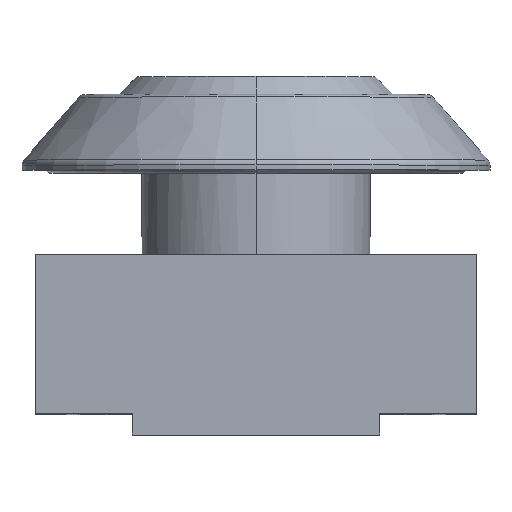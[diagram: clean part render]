
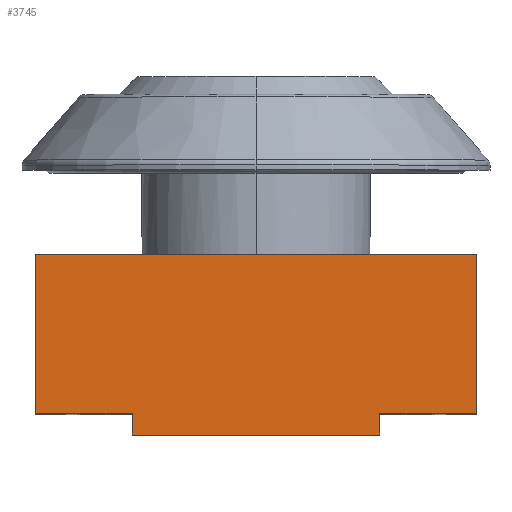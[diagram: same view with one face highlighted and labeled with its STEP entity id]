
A CAD part, top view. The second image highlights one B-rep face of the part: STEP entity #3745.
In plain terms, the highlighted planar face has unit normal (0, 0, 1).
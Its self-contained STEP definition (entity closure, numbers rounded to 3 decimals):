
#26 = CARTESIAN_POINT ( 'NONE',  ( -11.75, -25.2, 15. ) ) ;
#101 = VERTEX_POINT ( 'NONE', #134 ) ;
#134 = CARTESIAN_POINT ( 'NONE',  ( 21., -8., 15. ) ) ;
#149 = CARTESIAN_POINT ( 'NONE',  ( -21., -23.2, 15. ) ) ;
#220 = DIRECTION ( 'NONE',  ( 0., 0., -1. ) ) ;
#247 = CARTESIAN_POINT ( 'NONE',  ( -21., -8., 15. ) ) ;
#324 = VECTOR ( 'NONE', #6139, 1000. ) ;
#361 = DIRECTION ( 'NONE',  ( -1., 0., 0. ) ) ;
#543 = LINE ( 'NONE', #1561, #5747 ) ;
#568 = LINE ( 'NONE', #734, #5604 ) ;
#636 = CARTESIAN_POINT ( 'NONE',  ( -11.75, -23.2, 15. ) ) ;
#734 = CARTESIAN_POINT ( 'NONE',  ( 21., -25.2, 15. ) ) ;
#976 = VECTOR ( 'NONE', #5956, 1000. ) ;
#983 = AXIS2_PLACEMENT_3D ( 'NONE', #1735, #220, #3779 ) ;
#999 = DIRECTION ( 'NONE',  ( 0., -1., 0. ) ) ;
#1217 = PLANE ( 'NONE',  #983 ) ;
#1248 = DIRECTION ( 'NONE',  ( 0., 1., 0. ) ) ;
#1283 = VERTEX_POINT ( 'NONE', #6069 ) ;
#1355 = ORIENTED_EDGE ( 'NONE', *, *, #3252, .F. ) ;
#1454 = VECTOR ( 'NONE', #2834, 1000. ) ;
#1463 = VERTEX_POINT ( 'NONE', #26 ) ;
#1488 = EDGE_CURVE ( 'NONE', #2546, #1463, #543, .T. ) ;
#1561 = CARTESIAN_POINT ( 'NONE',  ( 21., -25.2, 15. ) ) ;
#1735 = CARTESIAN_POINT ( 'NONE',  ( 21., -25.2, 15. ) ) ;
#2086 = CARTESIAN_POINT ( 'NONE',  ( 11.75, -25.2, 15. ) ) ;
#2199 = EDGE_CURVE ( 'NONE', #6079, #2546, #6054, .T. ) ;
#2403 = CARTESIAN_POINT ( 'NONE',  ( 21., -23.2, 15. ) ) ;
#2546 = VERTEX_POINT ( 'NONE', #2086 ) ;
#2834 = DIRECTION ( 'NONE',  ( 0., 1., 0. ) ) ;
#3146 = DIRECTION ( 'NONE',  ( -1., 0., 0. ) ) ;
#3252 = EDGE_CURVE ( 'NONE', #3652, #1283, #4364, .T. ) ;
#3337 = CARTESIAN_POINT ( 'NONE',  ( 11.75, -23.2, 15. ) ) ;
#3378 = VERTEX_POINT ( 'NONE', #247 ) ;
#3468 = LINE ( 'NONE', #2403, #5781 ) ;
#3469 = VECTOR ( 'NONE', #999, 1000. ) ;
#3617 = EDGE_CURVE ( 'NONE', #101, #3378, #4965, .T. ) ;
#3651 = ORIENTED_EDGE ( 'NONE', *, *, #1488, .F. ) ;
#3652 = VERTEX_POINT ( 'NONE', #636 ) ;
#3667 = ORIENTED_EDGE ( 'NONE', *, *, #5541, .T. ) ;
#3745 = ADVANCED_FACE ( 'NONE', ( #5489 ), #1217, .F. ) ;
#3779 = DIRECTION ( 'NONE',  ( -1., 0., 0. ) ) ;
#4109 = ORIENTED_EDGE ( 'NONE', *, *, #2199, .F. ) ;
#4131 = LINE ( 'NONE', #4807, #1454 ) ;
#4364 = LINE ( 'NONE', #149, #324 ) ;
#4646 = ORIENTED_EDGE ( 'NONE', *, *, #3617, .T. ) ;
#4807 = CARTESIAN_POINT ( 'NONE',  ( -11.75, -25.2, 15. ) ) ;
#4819 = VECTOR ( 'NONE', #3146, 1000. ) ;
#4901 = ORIENTED_EDGE ( 'NONE', *, *, #5071, .F. ) ;
#4965 = LINE ( 'NONE', #5616, #4819 ) ;
#5008 = LINE ( 'NONE', #5474, #976 ) ;
#5022 = CARTESIAN_POINT ( 'NONE',  ( 11.75, -25.2, 15. ) ) ;
#5071 = EDGE_CURVE ( 'NONE', #5356, #6079, #3468, .T. ) ;
#5150 = ORIENTED_EDGE ( 'NONE', *, *, #5206, .F. ) ;
#5206 = EDGE_CURVE ( 'NONE', #1283, #3378, #5008, .T. ) ;
#5356 = VERTEX_POINT ( 'NONE', #5584 ) ;
#5439 = ORIENTED_EDGE ( 'NONE', *, *, #6076, .F. ) ;
#5474 = CARTESIAN_POINT ( 'NONE',  ( -21., -25.2, 15. ) ) ;
#5489 = FACE_OUTER_BOUND ( 'NONE', #5551, .T. ) ;
#5541 = EDGE_CURVE ( 'NONE', #5356, #101, #568, .T. ) ;
#5551 = EDGE_LOOP ( 'NONE', ( #5150, #1355, #5439, #3651, #4109, #4901, #3667, #4646 ) ) ;
#5584 = CARTESIAN_POINT ( 'NONE',  ( 21., -23.2, 15. ) ) ;
#5604 = VECTOR ( 'NONE', #1248, 1000. ) ;
#5616 = CARTESIAN_POINT ( 'NONE',  ( 21., -8., 15. ) ) ;
#5747 = VECTOR ( 'NONE', #6042, 1000. ) ;
#5781 = VECTOR ( 'NONE', #361, 1000. ) ;
#5956 = DIRECTION ( 'NONE',  ( 0., 1., 0. ) ) ;
#6042 = DIRECTION ( 'NONE',  ( -1., 0., 0. ) ) ;
#6054 = LINE ( 'NONE', #5022, #3469 ) ;
#6069 = CARTESIAN_POINT ( 'NONE',  ( -21., -23.2, 15. ) ) ;
#6076 = EDGE_CURVE ( 'NONE', #1463, #3652, #4131, .T. ) ;
#6079 = VERTEX_POINT ( 'NONE', #3337 ) ;
#6139 = DIRECTION ( 'NONE',  ( -1., 0., 0. ) ) ;
